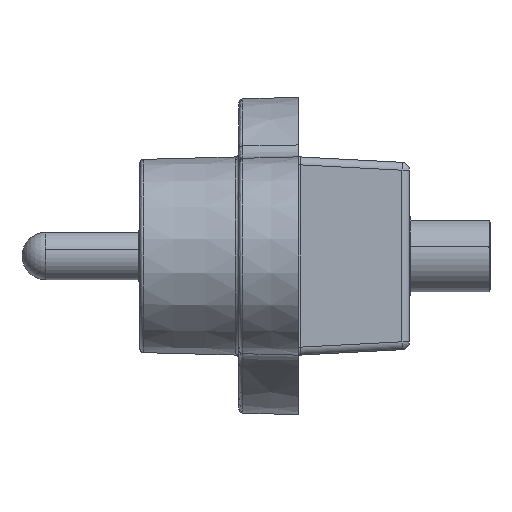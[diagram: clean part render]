
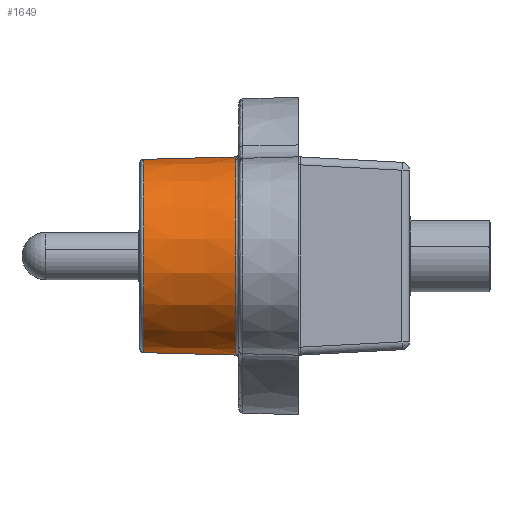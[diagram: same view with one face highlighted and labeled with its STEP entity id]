
A CAD part, left-side view. The second image highlights one B-rep face of the part: STEP entity #1649.
In plain terms, the highlighted conical face has half-angle 1.5 degrees and reference radius 2.497 mm.
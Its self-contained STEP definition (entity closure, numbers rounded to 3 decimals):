
#101 = AXIS2_PLACEMENT_3D ( 'NONE', #6839, #776, #3871 ) ;
#361 = CARTESIAN_POINT ( 'NONE',  ( 0., 3.903, 0. ) ) ;
#683 = CONICAL_SURFACE ( 'NONE', #8760, 2.497, 0.026 ) ;
#776 = DIRECTION ( 'NONE',  ( 0., 1., 0. ) ) ;
#902 = VECTOR ( 'NONE', #7853, 1000. ) ;
#1037 = VERTEX_POINT ( 'NONE', #6787 ) ;
#1204 = DIRECTION ( 'NONE',  ( 0., -1., 0. ) ) ;
#1251 = DIRECTION ( 'NONE',  ( 0., 0., -1. ) ) ;
#1391 = LINE ( 'NONE', #3235, #2711 ) ;
#1649 = ADVANCED_FACE ( 'NONE', ( #1903 ), #683, .T. ) ;
#1903 = FACE_OUTER_BOUND ( 'NONE', #6687, .T. ) ;
#2532 = ORIENTED_EDGE ( 'NONE', *, *, #9705, .T. ) ;
#2711 = VECTOR ( 'NONE', #6959, 1000. ) ;
#2886 = VERTEX_POINT ( 'NONE', #6865 ) ;
#3209 = LINE ( 'NONE', #4862, #902 ) ;
#3235 = CARTESIAN_POINT ( 'NONE',  ( 0., 1.5, 2.5 ) ) ;
#3366 = ORIENTED_EDGE ( 'NONE', *, *, #4129, .F. ) ;
#3400 = VERTEX_POINT ( 'NONE', #3744 ) ;
#3589 = VERTEX_POINT ( 'NONE', #4641 ) ;
#3744 = CARTESIAN_POINT ( 'NONE',  ( 0., 1.597, 2.497 ) ) ;
#3871 = DIRECTION ( 'NONE',  ( 0., 0., -1. ) ) ;
#4064 = EDGE_CURVE ( 'NONE', #3589, #3400, #6449, .T. ) ;
#4129 = EDGE_CURVE ( 'NONE', #3589, #2886, #3209, .T. ) ;
#4641 = CARTESIAN_POINT ( 'NONE',  ( 0., 1.597, -2.497 ) ) ;
#4767 = EDGE_CURVE ( 'NONE', #1037, #3400, #1391, .T. ) ;
#4862 = CARTESIAN_POINT ( 'NONE',  ( 0., 1.5, -2.5 ) ) ;
#5735 = AXIS2_PLACEMENT_3D ( 'NONE', #361, #1204, #1251 ) ;
#5783 = DIRECTION ( 'NONE',  ( 0., 0., -1. ) ) ;
#6449 = CIRCLE ( 'NONE', #101, 2.497 ) ;
#6687 = EDGE_LOOP ( 'NONE', ( #8779, #2532, #3366, #9158 ) ) ;
#6787 = CARTESIAN_POINT ( 'NONE',  ( 0., 3.903, 2.437 ) ) ;
#6839 = CARTESIAN_POINT ( 'NONE',  ( 0., 1.597, 0. ) ) ;
#6865 = CARTESIAN_POINT ( 'NONE',  ( 0., 3.903, -2.437 ) ) ;
#6959 = DIRECTION ( 'NONE',  ( 0., -1., 0.026 ) ) ;
#7853 = DIRECTION ( 'NONE',  ( 0., 1., 0.026 ) ) ;
#7890 = DIRECTION ( 'NONE',  ( 0., -1., 0. ) ) ;
#8414 = CIRCLE ( 'NONE', #5735, 2.437 ) ;
#8593 = CARTESIAN_POINT ( 'NONE',  ( 0., 1.597, 0. ) ) ;
#8760 = AXIS2_PLACEMENT_3D ( 'NONE', #8593, #7890, #5783 ) ;
#8779 = ORIENTED_EDGE ( 'NONE', *, *, #4767, .F. ) ;
#9158 = ORIENTED_EDGE ( 'NONE', *, *, #4064, .T. ) ;
#9705 = EDGE_CURVE ( 'NONE', #1037, #2886, #8414, .T. ) ;
